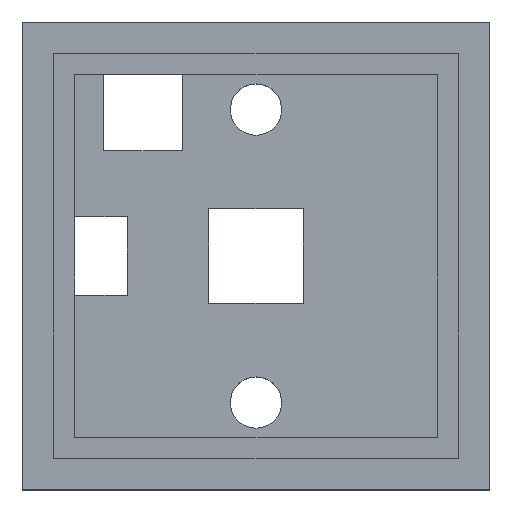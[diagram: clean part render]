
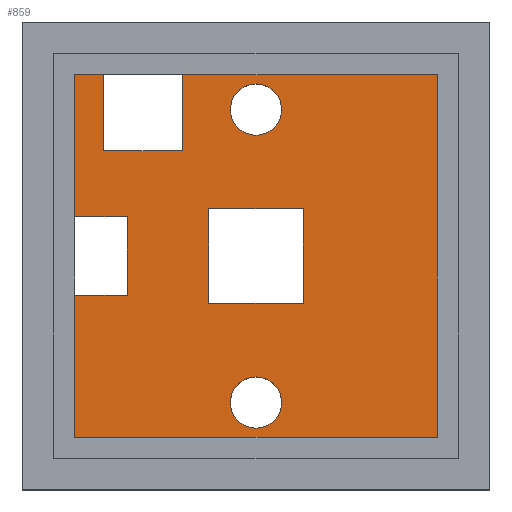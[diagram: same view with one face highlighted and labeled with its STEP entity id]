
A CAD part, top view. The second image highlights one B-rep face of the part: STEP entity #859.
In plain terms, the highlighted planar face has unit normal (0, 0, 1).
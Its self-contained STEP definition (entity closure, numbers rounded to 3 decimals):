
#20=FACE_BOUND('',#101,.T.);
#21=FACE_BOUND('',#102,.T.);
#22=FACE_BOUND('',#103,.T.);
#30=CIRCLE('',#914,0.975);
#32=CIRCLE('',#917,0.975);
#49=FACE_OUTER_BOUND('',#100,.T.);
#100=EDGE_LOOP('',(#637,#638,#639,#640,#641,#642,#643,#644,#645,#646,#647,
#648));
#101=EDGE_LOOP('',(#649,#650,#651,#652));
#102=EDGE_LOOP('',(#653));
#103=EDGE_LOOP('',(#654));
#141=LINE('',#1175,#255);
#146=LINE('',#1185,#260);
#150=LINE('',#1193,#264);
#155=LINE('',#1203,#269);
#159=LINE('',#1211,#273);
#162=LINE('',#1217,#276);
#167=LINE('',#1236,#281);
#171=LINE('',#1244,#285);
#174=LINE('',#1250,#288);
#177=LINE('',#1255,#291);
#184=LINE('',#1269,#298);
#185=LINE('',#1271,#299);
#186=LINE('',#1273,#300);
#187=LINE('',#1275,#301);
#188=LINE('',#1276,#302);
#189=LINE('',#1277,#303);
#255=VECTOR('',#959,10.);
#260=VECTOR('',#966,10.);
#264=VECTOR('',#972,10.);
#269=VECTOR('',#981,10.);
#273=VECTOR('',#987,10.);
#276=VECTOR('',#992,10.);
#281=VECTOR('',#1011,10.);
#285=VECTOR('',#1017,10.);
#288=VECTOR('',#1022,10.);
#291=VECTOR('',#1027,10.);
#298=VECTOR('',#1038,10.);
#299=VECTOR('',#1039,10.);
#300=VECTOR('',#1040,10.);
#301=VECTOR('',#1041,10.);
#302=VECTOR('',#1042,10.);
#303=VECTOR('',#1043,10.);
#369=VERTEX_POINT('',#1173);
#370=VERTEX_POINT('',#1174);
#374=VERTEX_POINT('',#1184);
#376=VERTEX_POINT('',#1190);
#379=VERTEX_POINT('',#1201);
#380=VERTEX_POINT('',#1202);
#383=VERTEX_POINT('',#1210);
#385=VERTEX_POINT('',#1216);
#388=VERTEX_POINT('',#1224);
#390=VERTEX_POINT('',#1230);
#391=VERTEX_POINT('',#1234);
#392=VERTEX_POINT('',#1235);
#395=VERTEX_POINT('',#1243);
#397=VERTEX_POINT('',#1249);
#403=VERTEX_POINT('',#1268);
#404=VERTEX_POINT('',#1270);
#405=VERTEX_POINT('',#1272);
#406=VERTEX_POINT('',#1274);
#447=EDGE_CURVE('',#369,#370,#141,.T.);
#452=EDGE_CURVE('',#374,#369,#146,.T.);
#456=EDGE_CURVE('',#376,#374,#150,.T.);
#461=EDGE_CURVE('',#379,#380,#155,.T.);
#465=EDGE_CURVE('',#383,#379,#159,.T.);
#468=EDGE_CURVE('',#380,#385,#162,.T.);
#473=EDGE_CURVE('',#388,#388,#30,.T.);
#476=EDGE_CURVE('',#390,#390,#32,.T.);
#477=EDGE_CURVE('',#391,#392,#167,.T.);
#481=EDGE_CURVE('',#395,#391,#171,.T.);
#484=EDGE_CURVE('',#397,#395,#174,.T.);
#487=EDGE_CURVE('',#392,#397,#177,.T.);
#494=EDGE_CURVE('',#370,#403,#184,.T.);
#495=EDGE_CURVE('',#404,#376,#185,.T.);
#496=EDGE_CURVE('',#405,#404,#186,.T.);
#497=EDGE_CURVE('',#406,#405,#187,.T.);
#498=EDGE_CURVE('',#385,#406,#188,.T.);
#499=EDGE_CURVE('',#403,#383,#189,.T.);
#637=ORIENTED_EDGE('',*,*,#494,.F.);
#638=ORIENTED_EDGE('',*,*,#447,.F.);
#639=ORIENTED_EDGE('',*,*,#452,.F.);
#640=ORIENTED_EDGE('',*,*,#456,.F.);
#641=ORIENTED_EDGE('',*,*,#495,.F.);
#642=ORIENTED_EDGE('',*,*,#496,.F.);
#643=ORIENTED_EDGE('',*,*,#497,.F.);
#644=ORIENTED_EDGE('',*,*,#498,.F.);
#645=ORIENTED_EDGE('',*,*,#468,.F.);
#646=ORIENTED_EDGE('',*,*,#461,.F.);
#647=ORIENTED_EDGE('',*,*,#465,.F.);
#648=ORIENTED_EDGE('',*,*,#499,.F.);
#649=ORIENTED_EDGE('',*,*,#487,.F.);
#650=ORIENTED_EDGE('',*,*,#477,.F.);
#651=ORIENTED_EDGE('',*,*,#481,.F.);
#652=ORIENTED_EDGE('',*,*,#484,.F.);
#653=ORIENTED_EDGE('',*,*,#476,.F.);
#654=ORIENTED_EDGE('',*,*,#473,.F.);
#813=PLANE('',#923);
#859=ADVANCED_FACE('',(#49,#20,#21,#22),#813,.F.);
#914=AXIS2_PLACEMENT_3D('',#1226,#1000,#1001);
#917=AXIS2_PLACEMENT_3D('',#1232,#1007,#1008);
#923=AXIS2_PLACEMENT_3D('',#1267,#1036,#1037);
#959=DIRECTION('',(-1.,0.,0.));
#966=DIRECTION('',(0.,1.,0.));
#972=DIRECTION('',(1.,0.,0.));
#981=DIRECTION('',(1.,0.,0.));
#987=DIRECTION('',(0.,-1.,0.));
#992=DIRECTION('',(0.,1.,0.));
#1000=DIRECTION('center_axis',(0.,0.,1.));
#1001=DIRECTION('ref_axis',(1.,0.,0.));
#1007=DIRECTION('center_axis',(0.,0.,1.));
#1008=DIRECTION('ref_axis',(1.,0.,0.));
#1011=DIRECTION('',(-1.,0.,0.));
#1017=DIRECTION('',(0.,1.,0.));
#1022=DIRECTION('',(1.,0.,0.));
#1027=DIRECTION('',(0.,-1.,0.));
#1036=DIRECTION('center_axis',(0.,0.,-1.));
#1037=DIRECTION('ref_axis',(1.,0.,0.));
#1038=DIRECTION('',(0.,1.,0.));
#1039=DIRECTION('',(0.,1.,0.));
#1040=DIRECTION('',(-1.,0.,0.));
#1041=DIRECTION('',(0.,-1.,0.));
#1042=DIRECTION('',(1.,0.,0.));
#1043=DIRECTION('',(1.,0.,0.));
#1173=CARTESIAN_POINT('',(-3.,-0.4,0.));
#1174=CARTESIAN_POINT('',(-5.,-0.4,0.));
#1175=CARTESIAN_POINT('',(-6.,-0.4,0.));
#1184=CARTESIAN_POINT('',(-3.,-3.4,0.));
#1185=CARTESIAN_POINT('',(-3.,-0.4,0.));
#1190=CARTESIAN_POINT('',(-5.,-3.4,0.));
#1193=CARTESIAN_POINT('',(-3.,-3.4,0.));
#1201=CARTESIAN_POINT('',(-3.9,2.1,0.));
#1202=CARTESIAN_POINT('',(-0.9,2.1,0.));
#1203=CARTESIAN_POINT('',(-3.9,2.1,0.));
#1210=CARTESIAN_POINT('',(-3.9,5.,0.));
#1211=CARTESIAN_POINT('',(-3.9,5.1,0.));
#1216=CARTESIAN_POINT('',(-0.9,5.,0.));
#1217=CARTESIAN_POINT('',(-0.9,2.1,0.));
#1224=CARTESIAN_POINT('',(0.925,-7.475,0.));
#1226=CARTESIAN_POINT('Origin',(1.9,-7.475,0.));
#1230=CARTESIAN_POINT('',(0.925,3.675,0.));
#1232=CARTESIAN_POINT('Origin',(1.9,3.675,0.));
#1234=CARTESIAN_POINT('',(3.7,-0.1,0.));
#1235=CARTESIAN_POINT('',(0.1,-0.1,0.));
#1236=CARTESIAN_POINT('',(0.1,-0.1,0.));
#1243=CARTESIAN_POINT('',(3.7,-3.7,0.));
#1244=CARTESIAN_POINT('',(3.7,-0.1,0.));
#1249=CARTESIAN_POINT('',(0.1,-3.7,0.));
#1250=CARTESIAN_POINT('',(3.7,-3.7,0.));
#1255=CARTESIAN_POINT('',(0.1,-3.7,0.));
#1267=CARTESIAN_POINT('Origin',(1.9,-1.9,0.));
#1268=CARTESIAN_POINT('',(-5.,5.,0.));
#1269=CARTESIAN_POINT('',(-5.,-8.8,0.));
#1270=CARTESIAN_POINT('',(-5.,-8.8,0.));
#1271=CARTESIAN_POINT('',(-5.,-8.8,0.));
#1272=CARTESIAN_POINT('',(8.8,-8.8,0.));
#1273=CARTESIAN_POINT('',(8.8,-8.8,0.));
#1274=CARTESIAN_POINT('',(8.8,5.,0.));
#1275=CARTESIAN_POINT('',(8.8,5.,0.));
#1276=CARTESIAN_POINT('',(-5.,5.,0.));
#1277=CARTESIAN_POINT('',(-5.,5.,0.));
